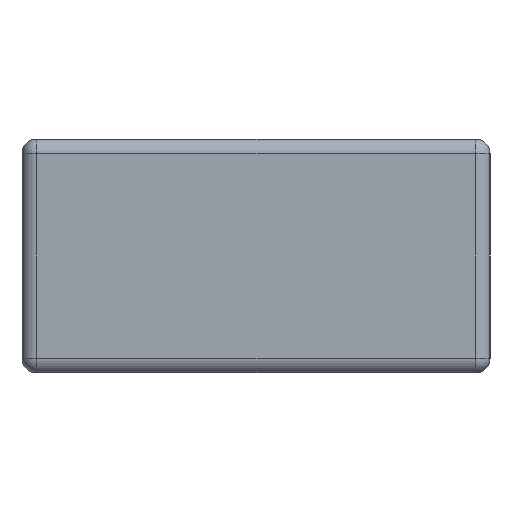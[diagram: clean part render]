
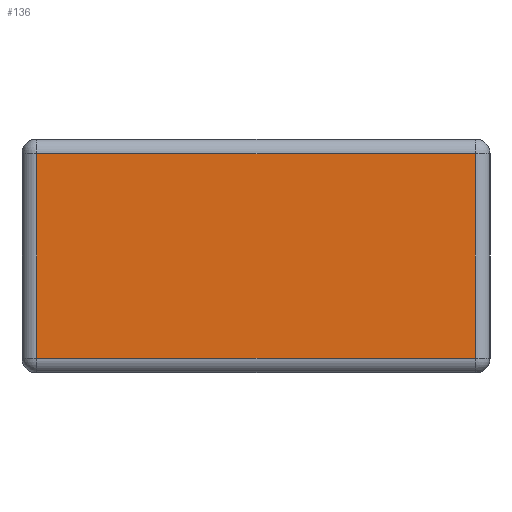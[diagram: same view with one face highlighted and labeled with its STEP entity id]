
A CAD part, left-side view. The second image highlights one B-rep face of the part: STEP entity #136.
In plain terms, the highlighted planar face has unit normal (-1, 0, 0).
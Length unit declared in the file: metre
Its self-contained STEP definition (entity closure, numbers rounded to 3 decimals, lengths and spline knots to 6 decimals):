
#136 = ADVANCED_FACE( '', ( #281 ), #282, .F. );
#281 = FACE_OUTER_BOUND( '', #436, .T. );
#282 = PLANE( '', #437 );
#436 = EDGE_LOOP( '', ( #717, #718, #719, #720 ) );
#437 = AXIS2_PLACEMENT_3D( '', #721, #722, #723 );
#717 = ORIENTED_EDGE( '', *, *, #888, .T. );
#718 = ORIENTED_EDGE( '', *, *, #935, .T. );
#719 = ORIENTED_EDGE( '', *, *, #903, .T. );
#720 = ORIENTED_EDGE( '', *, *, #912, .T. );
#721 = CARTESIAN_POINT( '', ( -0.0008, -0.0004, 0.0002 ) );
#722 = DIRECTION( '', ( 1., 0., 0. ) );
#723 = DIRECTION( '', ( 0., 0., -1. ) );
#888 = EDGE_CURVE( '', #1041, #1046, #1048, .T. );
#903 = EDGE_CURVE( '', #1037, #1068, #1070, .F. );
#912 = EDGE_CURVE( '', #1068, #1041, #1083, .F. );
#935 = EDGE_CURVE( '', #1046, #1037, #1115, .T. );
#1037 = VERTEX_POINT( '', #1243 );
#1041 = VERTEX_POINT( '', #1247 );
#1046 = VERTEX_POINT( '', #1253 );
#1048 = LINE( '', #1255, #1256 );
#1068 = VERTEX_POINT( '', #1282 );
#1070 = LINE( '', #1284, #1285 );
#1083 = LINE( '', #1303, #1304 );
#1115 = LINE( '', #1345, #1346 );
#1243 = CARTESIAN_POINT( '', ( -0.0008, 0.000375, 0.000025 ) );
#1247 = CARTESIAN_POINT( '', ( -0.0008, -0.000375, 0.000375 ) );
#1253 = CARTESIAN_POINT( '', ( -0.0008, 0.000375, 0.000375 ) );
#1255 = CARTESIAN_POINT( '', ( -0.0008, -0.0004, 0.000375 ) );
#1256 = VECTOR( '', #1493, 1. );
#1282 = CARTESIAN_POINT( '', ( -0.0008, -0.000375, 0.000025 ) );
#1284 = CARTESIAN_POINT( '', ( -0.0008, -0.0004, 0.000025 ) );
#1285 = VECTOR( '', #1512, 1. );
#1303 = CARTESIAN_POINT( '', ( -0.0008, -0.000375, 0.0004 ) );
#1304 = VECTOR( '', #1521, 1. );
#1345 = CARTESIAN_POINT( '', ( -0.0008, 0.000375, 0.0002 ) );
#1346 = VECTOR( '', #1552, 1. );
#1493 = DIRECTION( '', ( 0., 1., 0. ) );
#1512 = DIRECTION( '', ( 0., 1., 0. ) );
#1521 = DIRECTION( '', ( 0., 0., -1. ) );
#1552 = DIRECTION( '', ( 0., 0., -1. ) );
